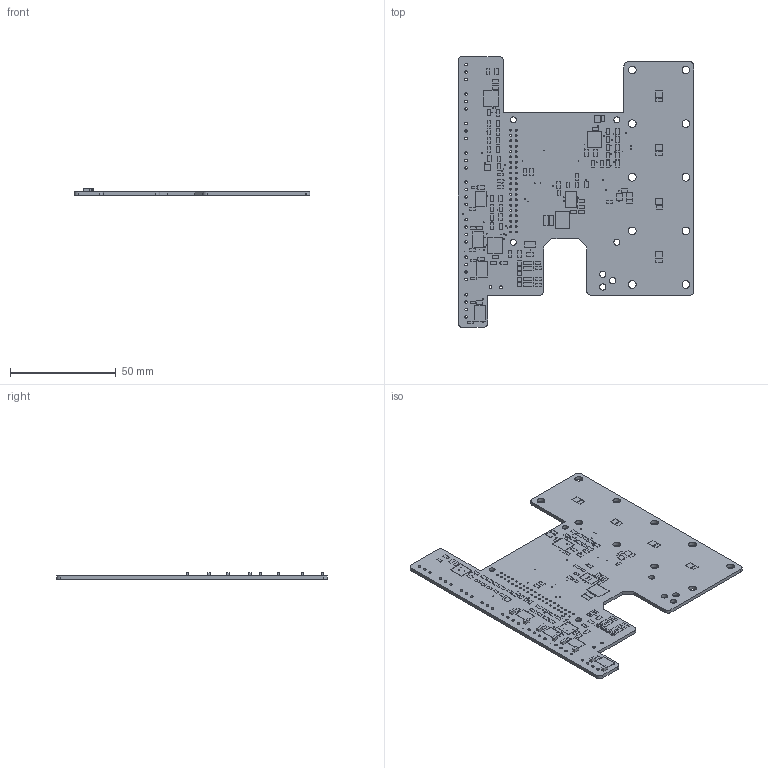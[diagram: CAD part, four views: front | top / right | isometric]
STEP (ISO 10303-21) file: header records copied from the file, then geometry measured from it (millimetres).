
FILE_DESCRIPTION(/* description */ (''),/* implementation_level */ '2;1');
FILE_NAME(/* name */ 'raspberry_pi_v007.step',/* time_stamp */ '2021-01-06T12:16:58-08:00',/* author */ (''),/* organization */ (''),/* preprocessor_version */ 'ST-DEVELOPER v18.1',/* originating_system */ 'Autodesk Translation Framework v9.7.1.1290',/* authorisation */ '');
FILE_SCHEMA (('AUTOMOTIVE_DESIGN { 1 0 10303 214 3 1 1 }'));
Length unit declared in the file: millimetre
Products named in the file (21): raspberry_pi_v007; Board; Packages; 0603; 0805; 1X02; SOT23-3; LED-1206; 0805 (1); 0805 (2); 0805 (3); SOIC-8; 0805-NO; TSSOP24; _1206; 1X01-40MILL; INDUCTOR_6.6_7.3; LGA-8-2.5X2.0; SOIC8_POWER; SOT23-3 (1); TSSOP16
Assembly tree (116 placements, depth 3):
  raspberry_pi_v007
    Board
    Packages
      0603
      0805  x22
      1X02
      SOT23-3  x2
      LED-1206  x4
      0805 (1)  x17
      0805 (2)  x8
      0805 (3)  x33
      SOIC-8  x4
      0805-NO  x4
      TSSOP24  x2
      _1206  x2
      1X01-40MILL  x5
      INDUCTOR_6.6_7.3
      LGA-8-2.5X2.0  x5
      SOIC8_POWER
      SOT23-3 (1)
      TSSOP16
Bounding box: 111.76 x 128.27 x 3.32 mm (x, y, z)
Volume: 17644.6 mm3; surface area: 24925 mm2
Topology: 115 solids, 115 shells, 901 faces, 2013 edges, 1342 vertices
Faces by surface type: plane 710, cylinder 191
Full cylindrical faces by diameter (mm): 0.33 x52, 0.35 x36, 0.9 x40, 0.965 x5, 1.016 x2, 1.2 x28, 1.3 x2, 2.8 x4, 2.997 x3, 3.658 x10
Entity records: 12536 total; most frequent: DIRECTION 2169, CARTESIAN_POINT 1898, ORIENTED_EDGE 1722, EDGE_CURVE 861, AXIS2_PLACEMENT_3D 845, EDGE_LOOP 689, VERTEX_POINT 574, LINE 479
